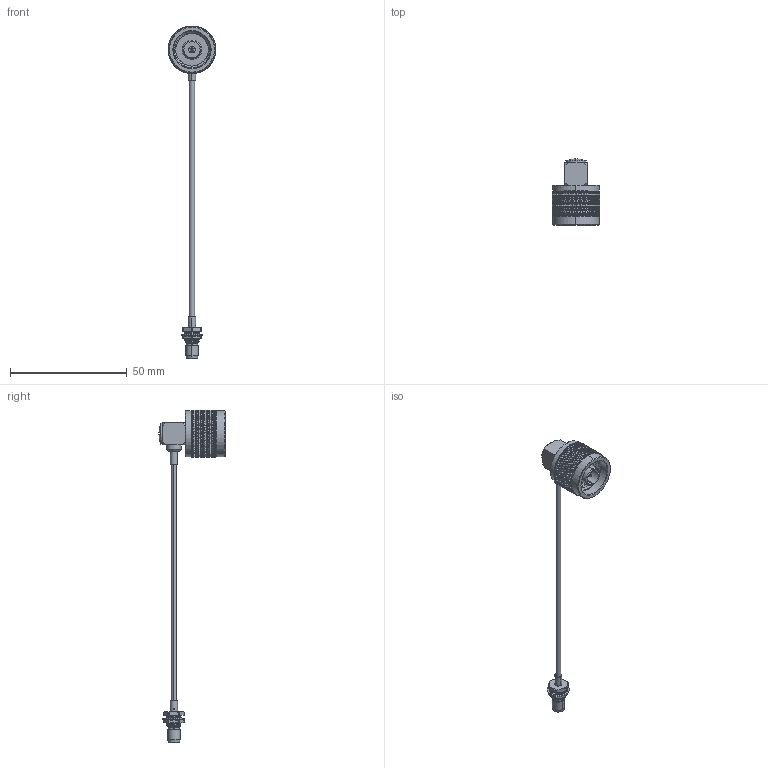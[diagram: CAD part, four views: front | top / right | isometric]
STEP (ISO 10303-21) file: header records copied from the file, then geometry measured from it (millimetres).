
FILE_DESCRIPTION (( 'STEP AP203' ), '1' );
FILE_NAME ('PE3C6088.step', '2019-03-07T00:36:05', ( '' ), ( '' ), 'SwSTEP 2.0', 'SolidWorks 2017', '' );
FILE_SCHEMA (( 'CONFIG_CONTROL_DESIGN' ));
Length unit declared in the file: inch
Products named in the file (4): PE3C6088; Coax Cable_RG405; PE4937; PE45311
Assembly tree (3 placements, depth 2):
  PE3C6088
    Coax Cable_RG405
    PE4937
    PE45311
Bounding box: 20.32 x 28.34 x 142.21 mm (x, y, z)
Volume: 5476.9 mm3; surface area: 5211.8 mm2
Topology: 5 solids, 5 shells, 2513 faces, 5504 edges, 3023 vertices
Faces by surface type: bspline 1811, cylinder 553, plane 81, cone 66, sphere 2
Entity records: 92728 total; most frequent: CARTESIAN_POINT 57333, ORIENTED_EDGE 11008, EDGE_CURVE 5504, VERTEX_POINT 3023, DIRECTION 2583, EDGE_LOOP 2543, FACE_OUTER_BOUND 2513, ADVANCED_FACE 2513
